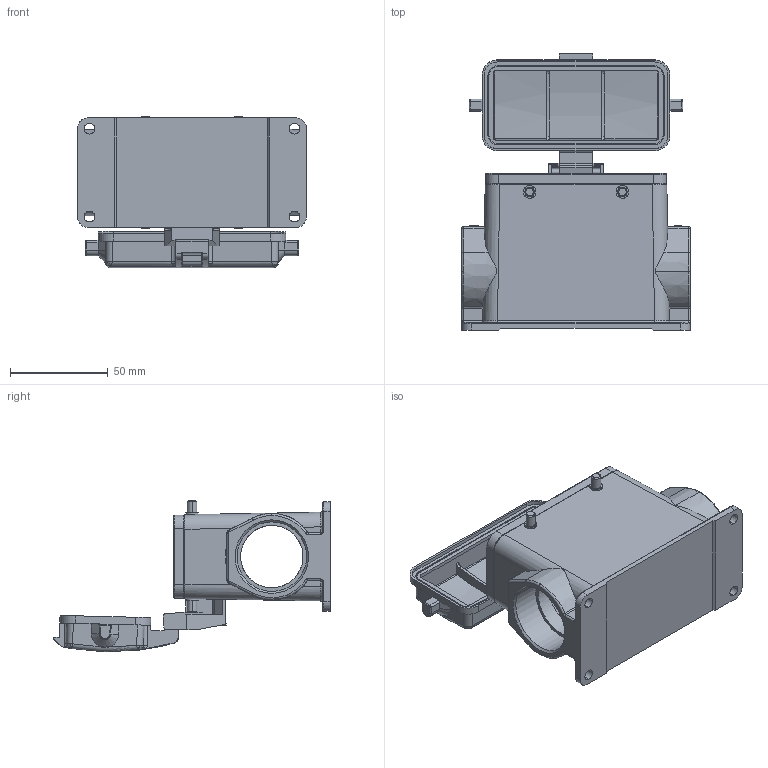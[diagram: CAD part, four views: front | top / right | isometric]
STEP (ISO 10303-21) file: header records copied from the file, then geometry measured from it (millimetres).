
FILE_DESCRIPTION(/* description */ (''),/* implementation_level */ '2;1');
FILE_NAME(/* name */ '3D_1240162705032_HV16B-SFH-4B-CV-2PG29_V1.1.STP',/* time_stamp */ '2024-01-04T11:16:52+08:00',/* author */ (''),/* organization */ (''),/* preprocessor_version */ 'ST-DEVELOPER v18.1',/* originating_system */ 'SIEMENS PLM Software NX 1980',/* authorisation */ '');
FILE_SCHEMA (('AUTOMOTIVE_DESIGN { 1 0 10303 214 3 1 1 1 }'));
Length unit declared in the file: millimetre
Products named in the file (1): 14593830C5E2ppjg
Bounding box: 117 x 141.74 x 77.48 mm (x, y, z)
Volume: 163718.7 mm3; surface area: 79884.3 mm2
Topology: 2 solids, 6 shells, 715 faces, 1816 edges, 1141 vertices
Faces by surface type: plane 288, cylinder 276, torus 62, bspline 44, cone 35, sphere 9, extrusion 1
Full cylindrical faces by diameter (mm): 32 x2, 35.6 x2
Entity records: 25168 total; most frequent: CARTESIAN_POINT 8875, ORIENTED_EDGE 3614, DIRECTION 3083, EDGE_CURVE 1807, VERTEX_POINT 1139, AXIS2_PLACEMENT_3D 1114, VECTOR 855, LINE 854
